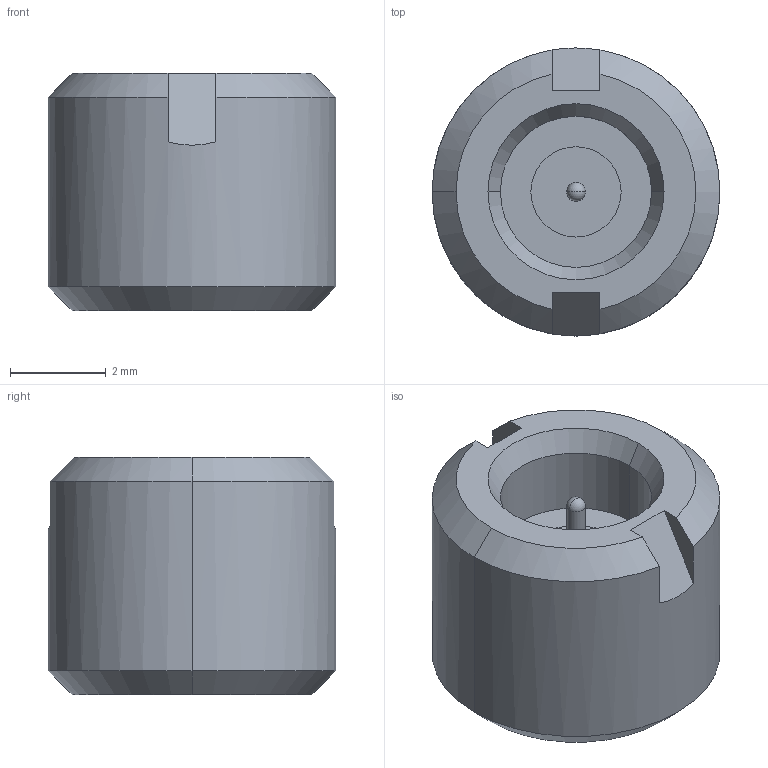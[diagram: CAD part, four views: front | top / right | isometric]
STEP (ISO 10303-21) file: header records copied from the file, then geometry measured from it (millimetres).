
FILE_DESCRIPTION (( 'STEP AP203' ), '1' );
FILE_NAME ('ﾑﾐﾃ-50-974ﾂ-02.STEP', '2020-03-05T02:24:22', ( '' ), ( '' ), 'SwSTEP 2.0', 'SolidWorks 2017', '' );
FILE_SCHEMA (( 'CONFIG_CONTROL_DESIGN' ));
Length unit declared in the file: millimetre
Products named in the file (1): ﾑﾐﾃ-50-974ﾂ-02
Bounding box: 6 x 6 x 4.95 mm (x, y, z)
Volume: 105.1 mm3; surface area: 175.2 mm2
Topology: 1 solids, 1 shells, 39 faces, 92 edges, 57 vertices
Faces by surface type: cylinder 14, plane 12, cone 9, sphere 4
Entity records: 1150 total; most frequent: DIRECTION 201, CARTESIAN_POINT 195, ORIENTED_EDGE 168, EDGE_CURVE 84, AXIS2_PLACEMENT_3D 83, VERTEX_POINT 53, EDGE_LOOP 45, CIRCLE 43
